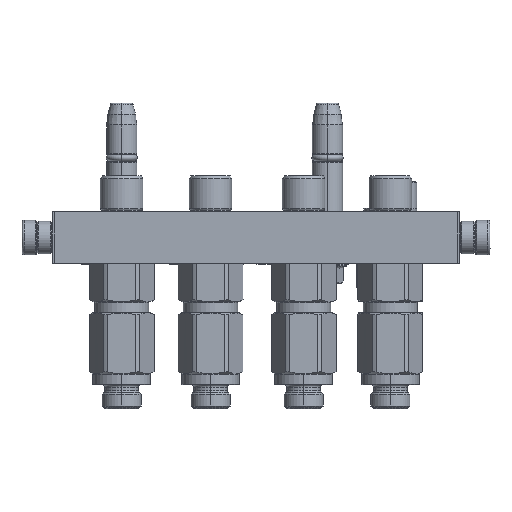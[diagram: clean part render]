
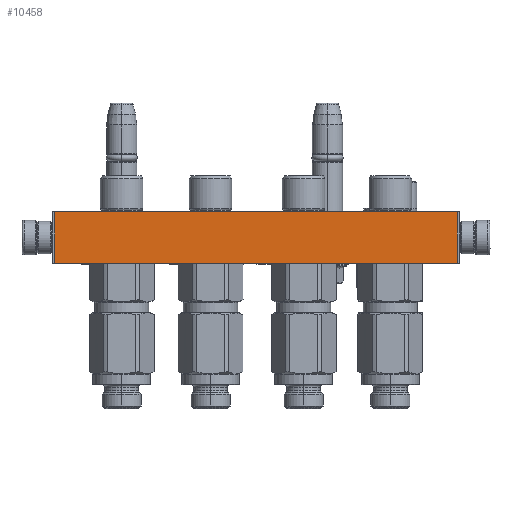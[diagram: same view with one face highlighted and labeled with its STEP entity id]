
A CAD part, left-side view. The second image highlights one B-rep face of the part: STEP entity #10458.
In plain terms, the highlighted face is planar.
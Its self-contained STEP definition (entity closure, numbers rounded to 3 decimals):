
#1474 = VERTEX_POINT ( 'NONE', #35291 ) ;
#1626 = EDGE_CURVE ( 'NONE', #34146, #12940, #11978, .T. ) ;
#2578 = DIRECTION ( 'NONE',  ( 0., 0., -1. ) ) ;
#2888 = CARTESIAN_POINT ( 'NONE',  ( 155., 24., -22. ) ) ;
#7820 = LINE ( 'NONE', #29165, #36574 ) ;
#8316 = CARTESIAN_POINT ( 'NONE',  ( 155., 0., -22. ) ) ;
#8424 = AXIS2_PLACEMENT_3D ( 'NONE', #48938, #2578, #21541 ) ;
#10458 = ADVANCED_FACE ( 'NONE', ( #45111 ), #16694, .T. ) ;
#11978 = LINE ( 'NONE', #2888, #59540 ) ;
#12940 = VERTEX_POINT ( 'NONE', #32838 ) ;
#13474 = EDGE_LOOP ( 'NONE', ( #26200, #26864, #45358, #37953 ) ) ;
#16694 = PLANE ( 'NONE',  #8424 ) ;
#17681 = CARTESIAN_POINT ( 'NONE',  ( 155., 0., -22. ) ) ;
#19432 = EDGE_CURVE ( 'NONE', #33064, #34146, #39168, .T. ) ;
#21541 = DIRECTION ( 'NONE',  ( -1., 0., 0. ) ) ;
#26200 = ORIENTED_EDGE ( 'NONE', *, *, #1626, .F. ) ;
#26864 = ORIENTED_EDGE ( 'NONE', *, *, #19432, .F. ) ;
#29165 = CARTESIAN_POINT ( 'NONE',  ( -31., 0., -22. ) ) ;
#30830 = CARTESIAN_POINT ( 'NONE',  ( 155., 0., -22. ) ) ;
#31932 = VECTOR ( 'NONE', #35090, 1000. ) ;
#32838 = CARTESIAN_POINT ( 'NONE',  ( -31., 24., -22. ) ) ;
#33064 = VERTEX_POINT ( 'NONE', #8316 ) ;
#34146 = VERTEX_POINT ( 'NONE', #47941 ) ;
#35090 = DIRECTION ( 'NONE',  ( -1., 0., 0. ) ) ;
#35096 = DIRECTION ( 'NONE',  ( -1., 0., 0. ) ) ;
#35291 = CARTESIAN_POINT ( 'NONE',  ( -31., 0., -22. ) ) ;
#36574 = VECTOR ( 'NONE', #42072, 1000. ) ;
#37953 = ORIENTED_EDGE ( 'NONE', *, *, #50343, .T. ) ;
#39168 = LINE ( 'NONE', #17681, #55071 ) ;
#42072 = DIRECTION ( 'NONE',  ( 0., 1., 0. ) ) ;
#45111 = FACE_OUTER_BOUND ( 'NONE', #13474, .T. ) ;
#45358 = ORIENTED_EDGE ( 'NONE', *, *, #56762, .T. ) ;
#47941 = CARTESIAN_POINT ( 'NONE',  ( 155., 24., -22. ) ) ;
#48938 = CARTESIAN_POINT ( 'NONE',  ( 156., 0., -22. ) ) ;
#49745 = DIRECTION ( 'NONE',  ( 0., 1., 0. ) ) ;
#50343 = EDGE_CURVE ( 'NONE', #1474, #12940, #7820, .T. ) ;
#55071 = VECTOR ( 'NONE', #49745, 1000. ) ;
#56762 = EDGE_CURVE ( 'NONE', #33064, #1474, #59387, .T. ) ;
#59387 = LINE ( 'NONE', #30830, #31932 ) ;
#59540 = VECTOR ( 'NONE', #35096, 1000. ) ;
